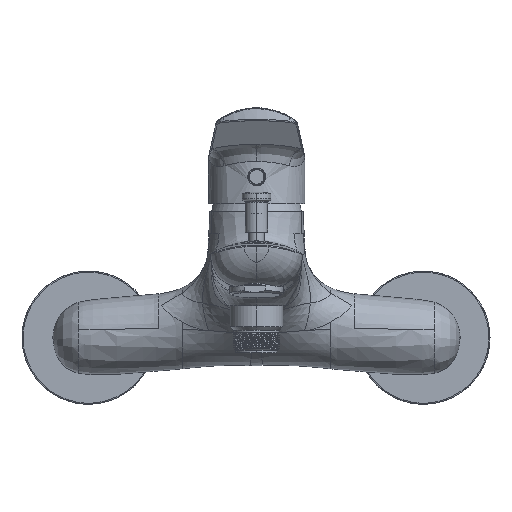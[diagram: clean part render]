
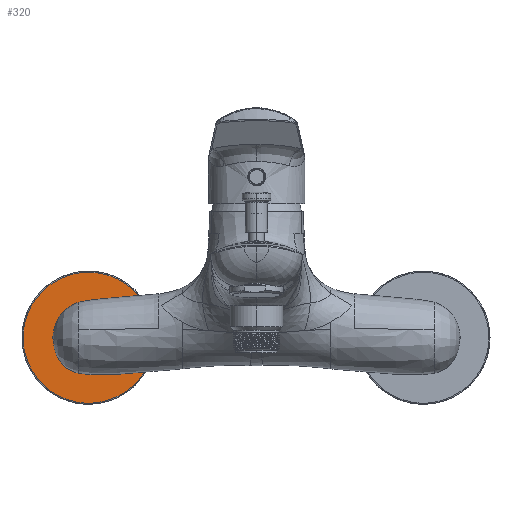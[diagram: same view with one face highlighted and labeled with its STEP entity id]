
A CAD part, front view. The second image highlights one B-rep face of the part: STEP entity #320.
In plain terms, the highlighted planar face has unit normal (0, -1, 0).
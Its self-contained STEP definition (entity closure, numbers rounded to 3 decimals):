
#320=ADVANCED_FACE('',(#937),#9047,.T.);
#937=FACE_OUTER_BOUND('',#1522,.T.);
#1522=EDGE_LOOP('',(#3190,#3191));
#3190=ORIENTED_EDGE('',*,*,#5388,.T.);
#3191=ORIENTED_EDGE('',*,*,#5395,.T.);
#5388=EDGE_CURVE('',#8029,#8030,#7340,.T.);
#5395=EDGE_CURVE('',#8030,#8029,#7345,.T.);
#7340=(
BOUNDED_CURVE()
B_SPLINE_CURVE(2,(#26651,#26652,#26653,#26654,#26655),.UNSPECIFIED.,.F.,
 .F.)
B_SPLINE_CURVE_WITH_KNOTS((3,2,3),(-92.677,-46.338,
0.),.UNSPECIFIED.)
CURVE()
GEOMETRIC_REPRESENTATION_ITEM()
RATIONAL_B_SPLINE_CURVE((1.,0.707,1.,0.707,1.))
REPRESENTATION_ITEM('')
);
#7345=(
BOUNDED_CURVE()
B_SPLINE_CURVE(2,(#26678,#26679,#26680,#26681,#26682),.UNSPECIFIED.,.F.,
 .F.)
B_SPLINE_CURVE_WITH_KNOTS((3,2,3),(-92.677,-46.338,
0.),.UNSPECIFIED.)
CURVE()
GEOMETRIC_REPRESENTATION_ITEM()
RATIONAL_B_SPLINE_CURVE((1.,0.707,1.,0.707,1.))
REPRESENTATION_ITEM('')
);
#8029=VERTEX_POINT('',#26644);
#8030=VERTEX_POINT('',#26645);
#9047=PLANE('',#9154);
#9154=AXIS2_PLACEMENT_3D('',#26443,#9245,$);
#9245=DIRECTION('',(0.,-1.,0.));
#26443=CARTESIAN_POINT('',(-111.159,61.158,-71.078));
#26644=CARTESIAN_POINT('',(-46.155,61.158,-35.573));
#26645=CARTESIAN_POINT('',(-105.155,61.158,-35.573));
#26651=CARTESIAN_POINT('',(-46.155,61.158,-35.573));
#26652=CARTESIAN_POINT('',(-46.155,61.158,-6.073));
#26653=CARTESIAN_POINT('',(-75.655,61.158,-6.073));
#26654=CARTESIAN_POINT('',(-105.155,61.158,-6.073));
#26655=CARTESIAN_POINT('',(-105.155,61.158,-35.573));
#26678=CARTESIAN_POINT('',(-105.155,61.158,-35.573));
#26679=CARTESIAN_POINT('',(-105.155,61.158,-65.073));
#26680=CARTESIAN_POINT('',(-75.655,61.158,-65.073));
#26681=CARTESIAN_POINT('',(-46.155,61.158,-65.073));
#26682=CARTESIAN_POINT('',(-46.155,61.158,-35.573));
